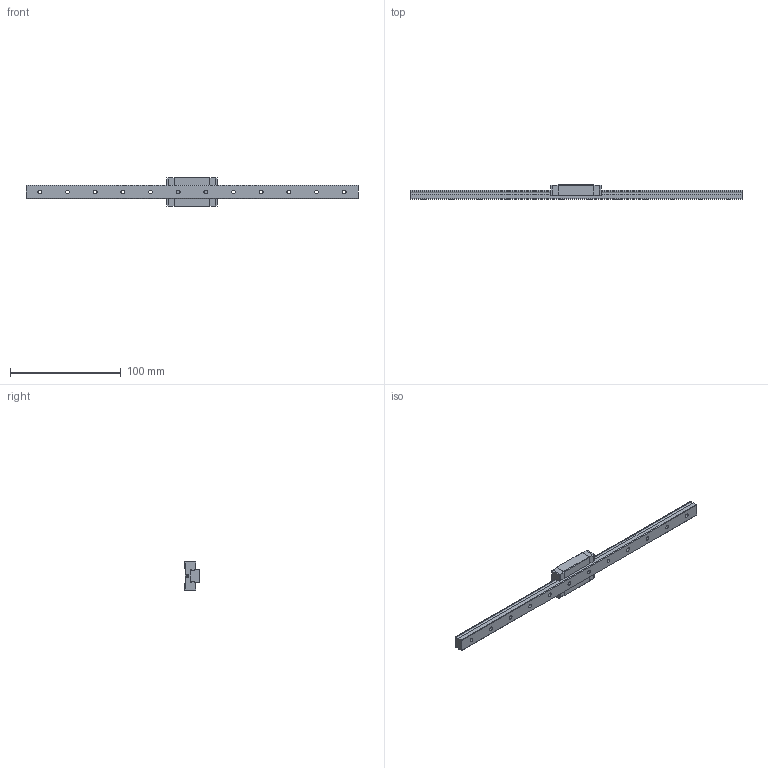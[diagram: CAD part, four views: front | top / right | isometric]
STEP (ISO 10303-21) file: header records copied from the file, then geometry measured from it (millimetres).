
FILE_DESCRIPTION(/* description */ (''),/* implementation_level */ '2;1');
FILE_NAME(/* name */ 'MGN12H1R300Z0C_GW202312034021.stp',/* time_stamp */ '2023-12-24T18:55:28+08:00',/* author */ ('user'),/* organization */ (''),/* preprocessor_version */ 'ST-DEVELOPER v17',/* originating_system */ 'Autodesk Inventor 2018',/* authorisation */ '');
FILE_SCHEMA (('AUTOMOTIVE_DESIGN { 1 0 10303 214 3 1 1 }'));
Length unit declared in the file: centimetre
Products named in the file (3): MGN12H1R300Z0C_GW202312034021; MGR12_temp-1; MGN12H_右封_temp
Assembly tree (2 placements, depth 2):
  MGN12H1R300Z0C_GW202312034021
    MGR12_temp-1
    MGN12H_右封_temp
Bounding box: 300 x 13 x 27 mm (x, y, z)
Volume: 34515.8 mm3; surface area: 19962.3 mm2
Topology: 6 solids, 6 shells, 351 faces, 947 edges, 625 vertices
Faces by surface type: plane 239, bspline 57, cylinder 47, cone 8
Full cylindrical faces by diameter (mm): 2 x2, 2.3 x2, 2.459 x4, 3.5 x12, 6 x12
Entity records: 12353 total; most frequent: CARTESIAN_POINT 3622, ORIENTED_EDGE 1886, DIRECTION 1562, EDGE_CURVE 943, LINE 698, VECTOR 698, VERTEX_POINT 625, AXIS2_PLACEMENT_3D 432
